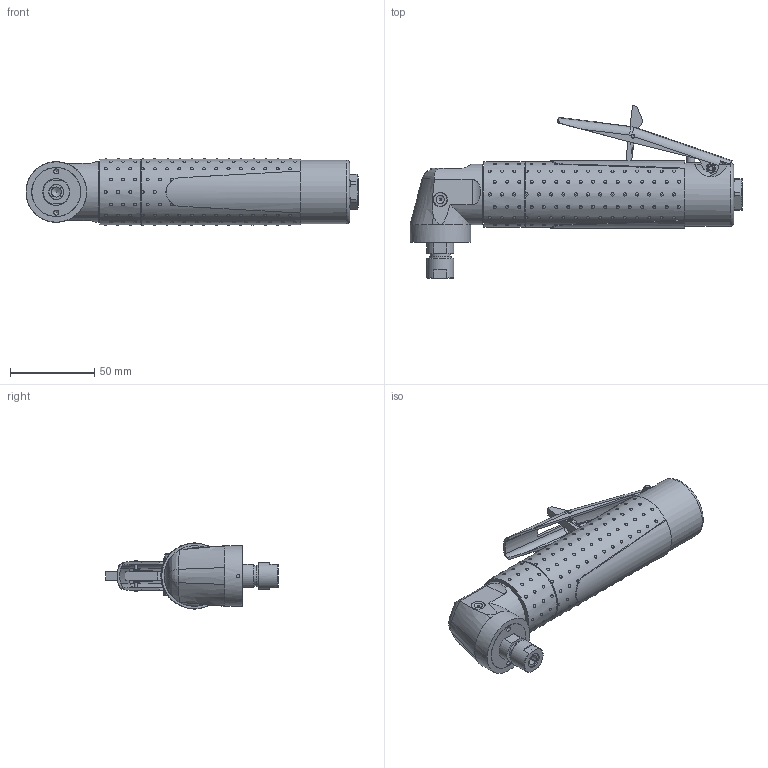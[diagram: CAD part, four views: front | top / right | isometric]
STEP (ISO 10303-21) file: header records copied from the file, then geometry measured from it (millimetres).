
FILE_DESCRIPTION((''),'2;1');
FILE_NAME('GW 126 H_60026715.stp','2013-09-30T12:45:29',('ibasyouni'),(''),'Autodesk Inventor 2013','Autodesk Inventor 2013','');
FILE_SCHEMA(('CONFIG_CONTROL_DESIGN'));
Length unit declared in the file: millimetre
Products named in the file (1): GW 126 H_60026715
Bounding box: 197.4 x 102.59 x 39.6 mm (x, y, z)
Volume: 230243.7 mm3; surface area: 39329.9 mm2
Topology: 4 solids, 7 shells, 594 faces, 1790 edges, 1298 vertices
Faces by surface type: sphere 207, plane 169, cylinder 126, cone 52, bspline 22, torus 18
Full cylindrical faces by diameter (mm): 0.5 x4, 2 x1, 2.2 x2, 3 x3, 4 x9, 4.6 x1, 5 x1, 6 x1, 7.5 x1, 8 x1, 8.5 x1, 9 x2, 11.445 x1, 12 x2, 13 x3, 14 x1, 14.95 x1, 16 x1, 19 x1, 26.412 x1, 28 x1, 28.2 x1, 30.4 x1, 36 x2, 38 x1, 38.8 x1, 39 x2
Entity records: 25570 total; most frequent: CARTESIAN_POINT 11667, ORIENTED_EDGE 2758, DIRECTION 2347, EDGE_CURVE 1379, VERTEX_POINT 1066, AXIS2_PLACEMENT_3D 1001, EDGE_LOOP 898, FACE_OUTER_BOUND 593
